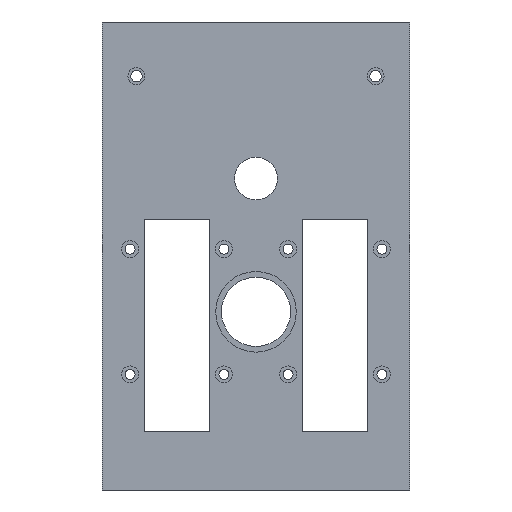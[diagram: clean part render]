
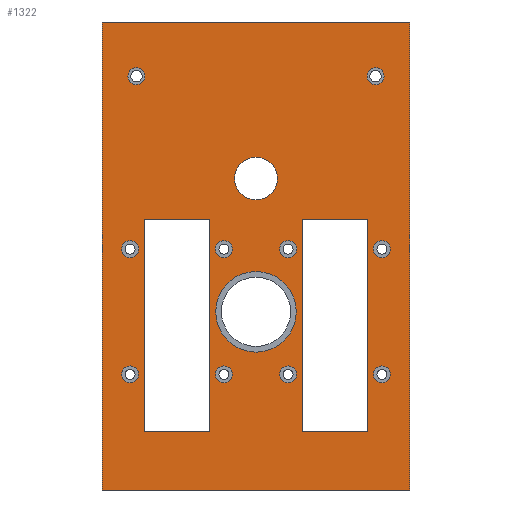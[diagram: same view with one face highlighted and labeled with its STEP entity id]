
A CAD part, left-side view. The second image highlights one B-rep face of the part: STEP entity #1322.
In plain terms, the highlighted planar face has unit normal (-1, 0, 0).
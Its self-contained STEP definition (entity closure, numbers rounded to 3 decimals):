
#59=FACE_BOUND('',#268,.T.);
#60=FACE_BOUND('',#269,.T.);
#61=FACE_BOUND('',#270,.T.);
#62=FACE_BOUND('',#271,.T.);
#63=FACE_BOUND('',#272,.T.);
#64=FACE_BOUND('',#273,.T.);
#65=FACE_BOUND('',#274,.T.);
#66=FACE_BOUND('',#275,.T.);
#67=FACE_BOUND('',#276,.T.);
#68=FACE_BOUND('',#277,.T.);
#69=FACE_BOUND('',#278,.T.);
#70=FACE_BOUND('',#279,.T.);
#71=FACE_BOUND('',#280,.T.);
#72=FACE_BOUND('',#281,.T.);
#98=CIRCLE('',#1405,3.);
#101=CIRCLE('',#1410,3.);
#104=CIRCLE('',#1415,3.);
#107=CIRCLE('',#1420,3.);
#110=CIRCLE('',#1425,3.);
#113=CIRCLE('',#1430,3.);
#116=CIRCLE('',#1435,3.);
#119=CIRCLE('',#1440,3.);
#122=CIRCLE('',#1445,3.);
#125=CIRCLE('',#1450,3.);
#128=CIRCLE('',#1455,7.5);
#129=CIRCLE('',#1456,14.15);
#178=FACE_OUTER_BOUND('',#267,.T.);
#267=EDGE_LOOP('',(#981,#982,#983,#984));
#268=EDGE_LOOP('',(#985));
#269=EDGE_LOOP('',(#986));
#270=EDGE_LOOP('',(#987));
#271=EDGE_LOOP('',(#988));
#272=EDGE_LOOP('',(#989));
#273=EDGE_LOOP('',(#990));
#274=EDGE_LOOP('',(#991));
#275=EDGE_LOOP('',(#992));
#276=EDGE_LOOP('',(#993));
#277=EDGE_LOOP('',(#994));
#278=EDGE_LOOP('',(#995));
#279=EDGE_LOOP('',(#996));
#280=EDGE_LOOP('',(#997,#998,#999,#1000));
#281=EDGE_LOOP('',(#1001,#1002,#1003,#1004));
#358=LINE('',#1937,#478);
#372=LINE('',#1974,#492);
#387=LINE('',#2077,#507);
#388=LINE('',#2079,#508);
#389=LINE('',#2081,#509);
#390=LINE('',#2082,#510);
#391=LINE('',#2089,#511);
#392=LINE('',#2090,#512);
#393=LINE('',#2091,#513);
#394=LINE('',#2093,#514);
#395=LINE('',#2095,#515);
#396=LINE('',#2096,#516);
#478=VECTOR('',#1540,10.);
#492=VECTOR('',#1566,10.);
#507=VECTOR('',#1685,10.);
#508=VECTOR('',#1686,10.);
#509=VECTOR('',#1687,10.);
#510=VECTOR('',#1688,10.);
#511=VECTOR('',#1693,10.);
#512=VECTOR('',#1694,10.);
#513=VECTOR('',#1695,10.);
#514=VECTOR('',#1696,10.);
#515=VECTOR('',#1697,10.);
#516=VECTOR('',#1698,10.);
#598=VERTEX_POINT('',#1934);
#599=VERTEX_POINT('',#1936);
#615=VERTEX_POINT('',#1971);
#616=VERTEX_POINT('',#1973);
#621=VERTEX_POINT('',#1985);
#624=VERTEX_POINT('',#1994);
#627=VERTEX_POINT('',#2003);
#630=VERTEX_POINT('',#2012);
#633=VERTEX_POINT('',#2021);
#636=VERTEX_POINT('',#2030);
#639=VERTEX_POINT('',#2039);
#642=VERTEX_POINT('',#2048);
#645=VERTEX_POINT('',#2057);
#648=VERTEX_POINT('',#2066);
#651=VERTEX_POINT('',#2075);
#652=VERTEX_POINT('',#2076);
#653=VERTEX_POINT('',#2078);
#654=VERTEX_POINT('',#2080);
#655=VERTEX_POINT('',#2083);
#656=VERTEX_POINT('',#2085);
#657=VERTEX_POINT('',#2087);
#658=VERTEX_POINT('',#2088);
#659=VERTEX_POINT('',#2092);
#660=VERTEX_POINT('',#2094);
#718=EDGE_CURVE('',#599,#598,#358,.T.);
#735=EDGE_CURVE('',#616,#615,#372,.T.);
#741=EDGE_CURVE('',#621,#621,#98,.T.);
#745=EDGE_CURVE('',#624,#624,#101,.T.);
#749=EDGE_CURVE('',#627,#627,#104,.T.);
#753=EDGE_CURVE('',#630,#630,#107,.T.);
#757=EDGE_CURVE('',#633,#633,#110,.T.);
#761=EDGE_CURVE('',#636,#636,#113,.T.);
#765=EDGE_CURVE('',#639,#639,#116,.T.);
#769=EDGE_CURVE('',#642,#642,#119,.T.);
#773=EDGE_CURVE('',#645,#645,#122,.T.);
#777=EDGE_CURVE('',#648,#648,#125,.T.);
#781=EDGE_CURVE('',#651,#652,#387,.T.);
#782=EDGE_CURVE('',#652,#653,#388,.T.);
#783=EDGE_CURVE('',#653,#654,#389,.T.);
#784=EDGE_CURVE('',#654,#651,#390,.T.);
#785=EDGE_CURVE('',#655,#655,#128,.T.);
#786=EDGE_CURVE('',#656,#656,#129,.T.);
#787=EDGE_CURVE('',#657,#658,#391,.T.);
#788=EDGE_CURVE('',#658,#599,#392,.T.);
#789=EDGE_CURVE('',#598,#657,#393,.T.);
#790=EDGE_CURVE('',#615,#659,#394,.T.);
#791=EDGE_CURVE('',#659,#660,#395,.T.);
#792=EDGE_CURVE('',#660,#616,#396,.T.);
#981=ORIENTED_EDGE('',*,*,#781,.T.);
#982=ORIENTED_EDGE('',*,*,#782,.T.);
#983=ORIENTED_EDGE('',*,*,#783,.T.);
#984=ORIENTED_EDGE('',*,*,#784,.T.);
#985=ORIENTED_EDGE('',*,*,#741,.T.);
#986=ORIENTED_EDGE('',*,*,#745,.T.);
#987=ORIENTED_EDGE('',*,*,#749,.T.);
#988=ORIENTED_EDGE('',*,*,#753,.T.);
#989=ORIENTED_EDGE('',*,*,#757,.T.);
#990=ORIENTED_EDGE('',*,*,#761,.T.);
#991=ORIENTED_EDGE('',*,*,#765,.T.);
#992=ORIENTED_EDGE('',*,*,#769,.T.);
#993=ORIENTED_EDGE('',*,*,#773,.T.);
#994=ORIENTED_EDGE('',*,*,#777,.T.);
#995=ORIENTED_EDGE('',*,*,#785,.T.);
#996=ORIENTED_EDGE('',*,*,#786,.T.);
#997=ORIENTED_EDGE('',*,*,#787,.T.);
#998=ORIENTED_EDGE('',*,*,#788,.T.);
#999=ORIENTED_EDGE('',*,*,#718,.T.);
#1000=ORIENTED_EDGE('',*,*,#789,.T.);
#1001=ORIENTED_EDGE('',*,*,#735,.T.);
#1002=ORIENTED_EDGE('',*,*,#790,.T.);
#1003=ORIENTED_EDGE('',*,*,#791,.T.);
#1004=ORIENTED_EDGE('',*,*,#792,.T.);
#1267=PLANE('',#1454);
#1322=ADVANCED_FACE('',(#178,#59,#60,#61,#62,#63,#64,#65,#66,#67,#68,#69,
#70,#71,#72),#1267,.T.);
#1405=AXIS2_PLACEMENT_3D('',#1986,#1575,#1576);
#1410=AXIS2_PLACEMENT_3D('',#1995,#1586,#1587);
#1415=AXIS2_PLACEMENT_3D('',#2004,#1597,#1598);
#1420=AXIS2_PLACEMENT_3D('',#2013,#1608,#1609);
#1425=AXIS2_PLACEMENT_3D('',#2022,#1619,#1620);
#1430=AXIS2_PLACEMENT_3D('',#2031,#1630,#1631);
#1435=AXIS2_PLACEMENT_3D('',#2040,#1641,#1642);
#1440=AXIS2_PLACEMENT_3D('',#2049,#1652,#1653);
#1445=AXIS2_PLACEMENT_3D('',#2058,#1663,#1664);
#1450=AXIS2_PLACEMENT_3D('',#2067,#1674,#1675);
#1454=AXIS2_PLACEMENT_3D('',#2074,#1683,#1684);
#1455=AXIS2_PLACEMENT_3D('',#2084,#1689,#1690);
#1456=AXIS2_PLACEMENT_3D('',#2086,#1691,#1692);
#1540=DIRECTION('',(0.,0.,-1.));
#1566=DIRECTION('',(0.,0.,1.));
#1575=DIRECTION('center_axis',(1.,0.,0.));
#1576=DIRECTION('ref_axis',(0.,0.,1.));
#1586=DIRECTION('center_axis',(1.,0.,0.));
#1587=DIRECTION('ref_axis',(0.,0.,1.));
#1597=DIRECTION('center_axis',(1.,0.,0.));
#1598=DIRECTION('ref_axis',(0.,0.,1.));
#1608=DIRECTION('center_axis',(1.,0.,0.));
#1609=DIRECTION('ref_axis',(0.,0.,1.));
#1619=DIRECTION('center_axis',(1.,0.,0.));
#1620=DIRECTION('ref_axis',(0.,0.,1.));
#1630=DIRECTION('center_axis',(1.,0.,0.));
#1631=DIRECTION('ref_axis',(0.,0.,1.));
#1641=DIRECTION('center_axis',(1.,0.,0.));
#1642=DIRECTION('ref_axis',(0.,0.,1.));
#1652=DIRECTION('center_axis',(1.,0.,0.));
#1653=DIRECTION('ref_axis',(0.,0.,1.));
#1663=DIRECTION('center_axis',(1.,0.,0.));
#1664=DIRECTION('ref_axis',(0.,0.,1.));
#1674=DIRECTION('center_axis',(1.,0.,0.));
#1675=DIRECTION('ref_axis',(0.,0.,1.));
#1683=DIRECTION('center_axis',(-1.,0.,0.));
#1684=DIRECTION('ref_axis',(0.,0.,1.));
#1685=DIRECTION('',(0.,0.,-1.));
#1686=DIRECTION('',(0.,-1.,0.));
#1687=DIRECTION('',(0.,0.,1.));
#1688=DIRECTION('',(0.,1.,0.));
#1689=DIRECTION('center_axis',(1.,0.,0.));
#1690=DIRECTION('ref_axis',(0.,0.,-1.));
#1691=DIRECTION('center_axis',(1.,0.,0.));
#1692=DIRECTION('ref_axis',(0.,0.,-1.));
#1693=DIRECTION('',(0.,0.,1.));
#1694=DIRECTION('',(0.,-1.,0.));
#1695=DIRECTION('',(0.,1.,0.));
#1696=DIRECTION('',(0.,-1.,0.));
#1697=DIRECTION('',(0.,0.,-1.));
#1698=DIRECTION('',(0.,1.,0.));
#1934=CARTESIAN_POINT('',(-3.,-71.597,-108.188));
#1936=CARTESIAN_POINT('',(-3.,-71.597,-33.538));
#1937=CARTESIAN_POINT('',(-3.,-71.597,-33.538));
#1971=CARTESIAN_POINT('',(-3.,6.903,-33.538));
#1973=CARTESIAN_POINT('',(-3.,6.903,-108.188));
#1974=CARTESIAN_POINT('',(-3.,6.903,-108.188));
#1985=CARTESIAN_POINT('',(-3.,11.903,-47.049));
#1986=CARTESIAN_POINT('Origin',(-3.,11.903,-44.049));
#1994=CARTESIAN_POINT('',(-3.,-43.597,-47.049));
#1995=CARTESIAN_POINT('Origin',(-3.,-43.597,-44.049));
#2003=CARTESIAN_POINT('',(-3.,-76.597,-47.049));
#2004=CARTESIAN_POINT('Origin',(-3.,-76.597,-44.049));
#2012=CARTESIAN_POINT('',(-3.,-21.097,-47.049));
#2013=CARTESIAN_POINT('Origin',(-3.,-21.097,-44.049));
#2021=CARTESIAN_POINT('',(-3.,9.653,13.762));
#2022=CARTESIAN_POINT('Origin',(-3.,9.653,16.762));
#2030=CARTESIAN_POINT('',(-3.,11.903,-91.049));
#2031=CARTESIAN_POINT('Origin',(-3.,11.903,-88.049));
#2039=CARTESIAN_POINT('',(-3.,-43.597,-91.049));
#2040=CARTESIAN_POINT('Origin',(-3.,-43.597,-88.049));
#2048=CARTESIAN_POINT('',(-3.,-76.597,-91.049));
#2049=CARTESIAN_POINT('Origin',(-3.,-76.597,-88.049));
#2057=CARTESIAN_POINT('',(-3.,-21.097,-91.049));
#2058=CARTESIAN_POINT('Origin',(-3.,-21.097,-88.049));
#2066=CARTESIAN_POINT('',(-3.,-74.347,13.762));
#2067=CARTESIAN_POINT('Origin',(-3.,-74.347,16.762));
#2074=CARTESIAN_POINT('Origin',(-3.,-32.347,-46.438));
#2075=CARTESIAN_POINT('',(-3.,21.653,35.762));
#2076=CARTESIAN_POINT('',(-3.,21.653,-128.638));
#2077=CARTESIAN_POINT('',(-3.,21.653,35.762));
#2078=CARTESIAN_POINT('',(-3.,-86.347,-128.638));
#2079=CARTESIAN_POINT('',(-3.,21.653,-128.638));
#2080=CARTESIAN_POINT('',(-3.,-86.347,35.762));
#2081=CARTESIAN_POINT('',(-3.,-86.347,-128.638));
#2082=CARTESIAN_POINT('',(-3.,-86.347,35.762));
#2083=CARTESIAN_POINT('',(-3.,-32.347,-26.738));
#2084=CARTESIAN_POINT('Origin',(-3.,-32.347,-19.238));
#2085=CARTESIAN_POINT('',(-3.,-32.347,-80.199));
#2086=CARTESIAN_POINT('Origin',(-3.,-32.347,-66.049));
#2087=CARTESIAN_POINT('',(-3.,-48.597,-108.188));
#2088=CARTESIAN_POINT('',(-3.,-48.597,-33.538));
#2089=CARTESIAN_POINT('',(-3.,-48.597,-108.188));
#2090=CARTESIAN_POINT('',(-3.,-48.597,-33.538));
#2091=CARTESIAN_POINT('',(-3.,-71.597,-108.188));
#2092=CARTESIAN_POINT('',(-3.,-16.097,-33.538));
#2093=CARTESIAN_POINT('',(-3.,6.903,-33.538));
#2094=CARTESIAN_POINT('',(-3.,-16.097,-108.188));
#2095=CARTESIAN_POINT('',(-3.,-16.097,-33.538));
#2096=CARTESIAN_POINT('',(-3.,-16.097,-108.188));
